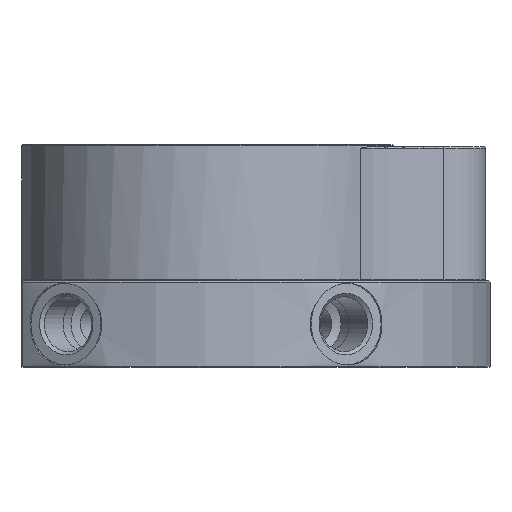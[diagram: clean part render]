
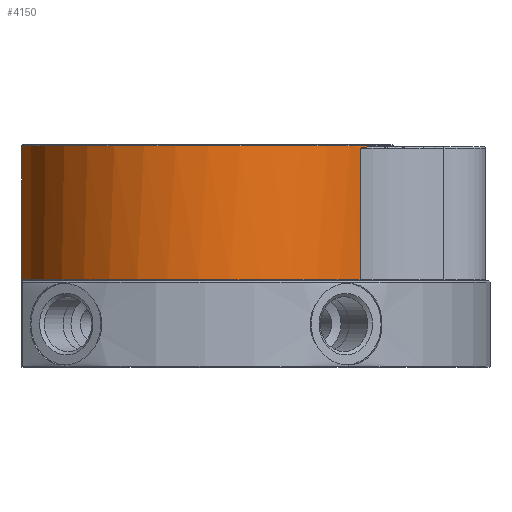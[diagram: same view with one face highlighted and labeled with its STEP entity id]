
A CAD part, left-side view. The second image highlights one B-rep face of the part: STEP entity #4150.
In plain terms, the highlighted cylindrical face has radius 82.5 mm (diameter 165 mm), a partial arc.
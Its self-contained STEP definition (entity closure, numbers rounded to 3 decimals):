
#243=B_SPLINE_CURVE_WITH_KNOTS('',3,(#6033,#6034,#6035,#6036),
 .UNSPECIFIED.,.F.,.F.,(4,4),(0.,0.),.UNSPECIFIED.);
#244=B_SPLINE_CURVE_WITH_KNOTS('',3,(#6042,#6043,#6044,#6045),
 .UNSPECIFIED.,.F.,.F.,(4,4),(0.,0.006),.UNSPECIFIED.);
#245=B_SPLINE_CURVE_WITH_KNOTS('',3,(#6049,#6050,#6051,#6052),
 .UNSPECIFIED.,.F.,.F.,(4,4),(0.,0.006),.UNSPECIFIED.);
#246=B_SPLINE_CURVE_WITH_KNOTS('',3,(#6058,#6059,#6060,#6061),
 .UNSPECIFIED.,.F.,.F.,(4,4),(0.,0.),
 .UNSPECIFIED.);
#332=LINE('',#5895,#421);
#334=LINE('',#5900,#423);
#351=LINE('',#6040,#440);
#352=LINE('',#6054,#441);
#421=VECTOR('',#4712,1000.);
#423=VECTOR('',#4714,1000.);
#440=VECTOR('',#4803,1000.);
#441=VECTOR('',#4806,1000.);
#639=ORIENTED_EDGE('',*,*,#1341,.F.);
#640=ORIENTED_EDGE('',*,*,#1391,.T.);
#641=ORIENTED_EDGE('',*,*,#1339,.F.);
#642=ORIENTED_EDGE('',*,*,#1392,.T.);
#643=ORIENTED_EDGE('',*,*,#1393,.T.);
#644=ORIENTED_EDGE('',*,*,#1394,.T.);
#645=ORIENTED_EDGE('',*,*,#1395,.T.);
#646=ORIENTED_EDGE('',*,*,#1396,.F.);
#647=ORIENTED_EDGE('',*,*,#1397,.T.);
#648=ORIENTED_EDGE('',*,*,#1398,.F.);
#649=ORIENTED_EDGE('',*,*,#1399,.T.);
#650=ORIENTED_EDGE('',*,*,#1400,.T.);
#1339=EDGE_CURVE('',#1716,#1717,#332,.T.);
#1341=EDGE_CURVE('',#1718,#1719,#334,.F.);
#1391=EDGE_CURVE('',#1718,#1717,#1969,.T.);
#1392=EDGE_CURVE('',#1716,#1766,#243,.T.);
#1393=EDGE_CURVE('',#1766,#1767,#1970,.F.);
#1394=EDGE_CURVE('',#1767,#1768,#351,.T.);
#1395=EDGE_CURVE('',#1768,#1769,#244,.F.);
#1396=EDGE_CURVE('',#1770,#1769,#1971,.T.);
#1397=EDGE_CURVE('',#1770,#1771,#245,.T.);
#1398=EDGE_CURVE('',#1772,#1771,#352,.T.);
#1399=EDGE_CURVE('',#1772,#1773,#1972,.F.);
#1400=EDGE_CURVE('',#1773,#1719,#246,.F.);
#1716=VERTEX_POINT('',#5896);
#1717=VERTEX_POINT('',#5897);
#1718=VERTEX_POINT('',#5899);
#1719=VERTEX_POINT('',#5901);
#1766=VERTEX_POINT('',#6037);
#1767=VERTEX_POINT('',#6039);
#1768=VERTEX_POINT('',#6041);
#1769=VERTEX_POINT('',#6046);
#1770=VERTEX_POINT('',#6048);
#1771=VERTEX_POINT('',#6053);
#1772=VERTEX_POINT('',#6055);
#1773=VERTEX_POINT('',#6057);
#1969=CIRCLE('',#4396,82.5);
#1970=CIRCLE('',#4397,82.5);
#1971=CIRCLE('',#4398,82.5);
#1972=CIRCLE('',#4399,82.5);
#2111=EDGE_LOOP('',(#639,#640,#641,#642,#643,#644,#645,#646,#647,#648,#649,
#650));
#2428=FACE_BOUND('',#2111,.T.);
#2715=CYLINDRICAL_SURFACE('',#4395,82.5);
#4150=ADVANCED_FACE('',(#2428),#2715,.T.);
#4395=AXIS2_PLACEMENT_3D('',#6031,#4797,#4798);
#4396=AXIS2_PLACEMENT_3D('',#6032,#4799,#4800);
#4397=AXIS2_PLACEMENT_3D('',#6038,#4801,#4802);
#4398=AXIS2_PLACEMENT_3D('',#6047,#4804,#4805);
#4399=AXIS2_PLACEMENT_3D('',#6056,#4807,#4808);
#4712=DIRECTION('',(0.,0.,1.));
#4714=DIRECTION('',(0.,0.,1.));
#4797=DIRECTION('',(0.,0.,1.));
#4798=DIRECTION('',(1.,0.,0.));
#4799=DIRECTION('',(0.,0.,-1.));
#4800=DIRECTION('',(-1.,0.,0.));
#4801=DIRECTION('',(0.,0.,-1.));
#4802=DIRECTION('',(-1.,0.,0.));
#4803=DIRECTION('',(0.,0.,1.));
#4804=DIRECTION('',(0.,0.,-1.));
#4805=DIRECTION('',(1.,0.,0.));
#4806=DIRECTION('',(0.,0.,1.));
#4807=DIRECTION('',(0.,0.,-1.));
#4808=DIRECTION('',(-1.,0.,0.));
#5895=CARTESIAN_POINT('',(-15.66,81.,48.));
#5896=CARTESIAN_POINT('',(-15.66,81.,-10.365));
#5897=CARTESIAN_POINT('',(-15.66,81.,48.5));
#5899=CARTESIAN_POINT('',(15.66,81.,48.5));
#5900=CARTESIAN_POINT('',(15.66,81.,48.));
#5901=CARTESIAN_POINT('',(15.66,81.,-10.365));
#6031=CARTESIAN_POINT('',(0.,0.,48.));
#6032=CARTESIAN_POINT('',(0.,0.,48.5));
#6033=CARTESIAN_POINT('',(-15.66,81.,-10.365));
#6034=CARTESIAN_POINT('',(-15.66,81.,-10.414));
#6035=CARTESIAN_POINT('',(-15.674,80.997,-10.465));
#6036=CARTESIAN_POINT('',(-15.708,80.991,-10.5));
#6037=CARTESIAN_POINT('',(-15.708,80.991,-10.5));
#6038=CARTESIAN_POINT('',(0.,0.,-10.5));
#6039=CARTESIAN_POINT('',(-47.023,-67.787,-10.5));
#6040=CARTESIAN_POINT('',(-47.023,-67.787,-11.));
#6041=CARTESIAN_POINT('',(-47.023,-67.787,47.5));
#6042=CARTESIAN_POINT('',(-42.053,-70.977,48.));
#6043=CARTESIAN_POINT('',(-43.756,-69.968,48.));
#6044=CARTESIAN_POINT('',(-45.409,-68.906,47.736));
#6045=CARTESIAN_POINT('',(-47.023,-67.787,47.5));
#6046=CARTESIAN_POINT('',(-42.053,-70.977,48.));
#6047=CARTESIAN_POINT('',(0.,0.,48.));
#6048=CARTESIAN_POINT('',(42.053,-70.977,48.));
#6049=CARTESIAN_POINT('',(42.053,-70.977,48.));
#6050=CARTESIAN_POINT('',(43.756,-69.968,48.));
#6051=CARTESIAN_POINT('',(45.409,-68.906,47.736));
#6052=CARTESIAN_POINT('',(47.023,-67.787,47.5));
#6053=CARTESIAN_POINT('',(47.023,-67.787,47.5));
#6054=CARTESIAN_POINT('',(47.023,-67.787,-11.));
#6055=CARTESIAN_POINT('',(47.023,-67.787,-10.5));
#6056=CARTESIAN_POINT('',(0.,0.,-10.5));
#6057=CARTESIAN_POINT('',(15.708,80.991,-10.5));
#6058=CARTESIAN_POINT('',(15.66,81.,-10.365));
#6059=CARTESIAN_POINT('',(15.66,81.,-10.414));
#6060=CARTESIAN_POINT('',(15.674,80.997,-10.465));
#6061=CARTESIAN_POINT('',(15.708,80.991,-10.5));
